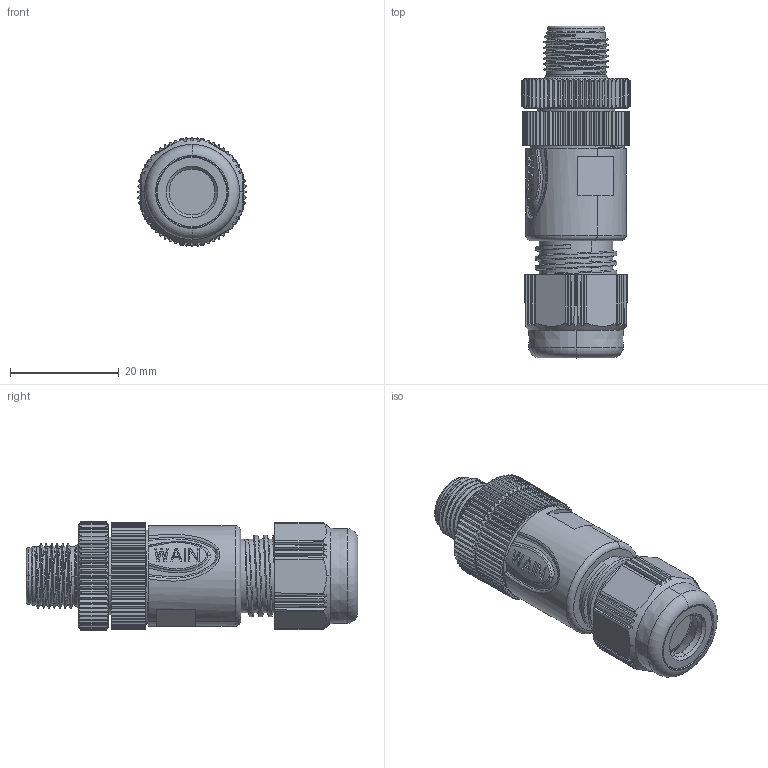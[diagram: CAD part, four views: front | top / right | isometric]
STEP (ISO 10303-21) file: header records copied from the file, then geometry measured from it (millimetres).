
FILE_DESCRIPTION((''),'2;1');
FILE_NAME('3D_1630084013003_M12P-M08A-T-D8','2024-03-18T',('12262'),(''),'PRO/ENGINEER BY PARAMETRIC TECHNOLOGY CORPORATION, 2012480','PRO/ENGINEER BY PARAMETRIC TECHNOLOGY CORPORATION, 2012480','');
FILE_SCHEMA(('CONFIG_CONTROL_DESIGN'));
Products named in the file (1): 3D_1630084013003_M12P-M08A-T-D8
Bounding box: 20 x 61 x 20 mm (x, y, z)
Volume: 12394.8 mm3; surface area: 11231.1 mm2
Topology: 1 solids, 2 shells, 1541 faces, 4167 edges, 2648 vertices
Faces by surface type: plane 648, cylinder 401, cone 243, extrusion 87, bspline 74, torus 56, sphere 32
Entity records: 67128 total; most frequent: CARTESIAN_POINT 30652, ORIENTED_EDGE 8246, DIRECTION 6698, EDGE_CURVE 4123, VERTEX_POINT 2648, AXIS2_PLACEMENT_3D 2481, VECTOR 1736, LINE 1649
